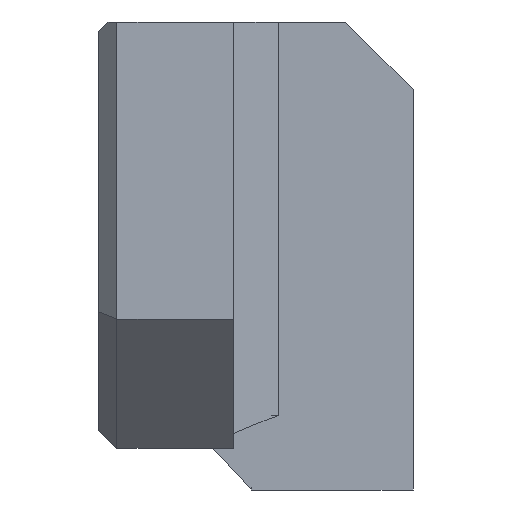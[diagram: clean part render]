
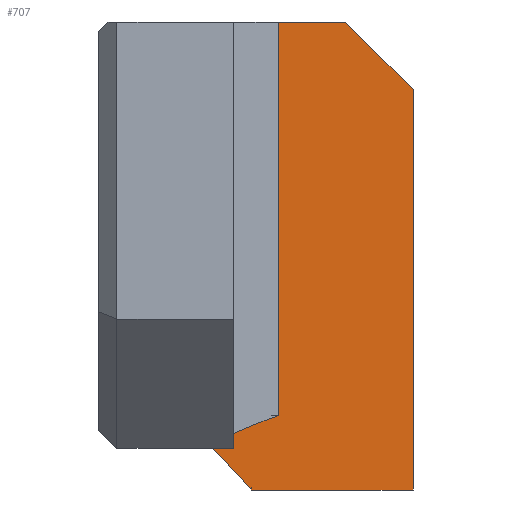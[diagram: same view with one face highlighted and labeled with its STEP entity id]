
A CAD part, left-side view. The second image highlights one B-rep face of the part: STEP entity #707.
In plain terms, the highlighted planar face has unit normal (-1, 0, 0).
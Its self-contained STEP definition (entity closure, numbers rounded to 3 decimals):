
#36=(
BOUNDED_CURVE()
B_SPLINE_CURVE(2,(#1080,#1081,#1082),.UNSPECIFIED.,.F.,.F.)
B_SPLINE_CURVE_WITH_KNOTS((3,3),(0.625,0.743),
 .UNSPECIFIED.)
CURVE()
GEOMETRIC_REPRESENTATION_ITEM()
RATIONAL_B_SPLINE_CURVE((1.028,1.026,1.023))
REPRESENTATION_ITEM('')
);
#43=PLANE('',#771);
#74=FACE_OUTER_BOUND('',#117,.T.);
#117=EDGE_LOOP('',(#509,#510,#511,#512,#513,#514,#515,#516,#517));
#164=LINE('',#1060,#233);
#166=LINE('',#1064,#235);
#168=LINE('',#1070,#237);
#169=LINE('',#1072,#238);
#170=LINE('',#1074,#239);
#171=LINE('',#1076,#240);
#172=LINE('',#1078,#241);
#173=LINE('',#1083,#242);
#233=VECTOR('',#857,10.);
#235=VECTOR('',#861,10.);
#237=VECTOR('',#867,10.);
#238=VECTOR('',#868,10.);
#239=VECTOR('',#869,10.);
#240=VECTOR('',#870,10.);
#241=VECTOR('',#871,10.);
#242=VECTOR('',#872,10.);
#328=VERTEX_POINT('',#1057);
#329=VERTEX_POINT('',#1059);
#330=VERTEX_POINT('',#1063);
#332=VERTEX_POINT('',#1069);
#333=VERTEX_POINT('',#1071);
#334=VERTEX_POINT('',#1073);
#335=VERTEX_POINT('',#1075);
#336=VERTEX_POINT('',#1077);
#337=VERTEX_POINT('',#1079);
#395=EDGE_CURVE('',#328,#329,#164,.T.);
#397=EDGE_CURVE('',#330,#329,#166,.T.);
#400=EDGE_CURVE('',#332,#328,#168,.T.);
#401=EDGE_CURVE('',#333,#332,#169,.T.);
#402=EDGE_CURVE('',#333,#334,#170,.T.);
#403=EDGE_CURVE('',#335,#334,#171,.T.);
#404=EDGE_CURVE('',#335,#336,#172,.T.);
#405=EDGE_CURVE('',#337,#336,#36,.T.);
#406=EDGE_CURVE('',#337,#330,#173,.T.);
#509=ORIENTED_EDGE('',*,*,#395,.F.);
#510=ORIENTED_EDGE('',*,*,#400,.F.);
#511=ORIENTED_EDGE('',*,*,#401,.F.);
#512=ORIENTED_EDGE('',*,*,#402,.T.);
#513=ORIENTED_EDGE('',*,*,#403,.F.);
#514=ORIENTED_EDGE('',*,*,#404,.T.);
#515=ORIENTED_EDGE('',*,*,#405,.F.);
#516=ORIENTED_EDGE('',*,*,#406,.T.);
#517=ORIENTED_EDGE('',*,*,#397,.T.);
#707=ADVANCED_FACE('',(#74),#43,.T.);
#771=AXIS2_PLACEMENT_3D('',#1068,#865,#866);
#857=DIRECTION('',(0.,-0.707,-0.707));
#861=DIRECTION('',(0.,0.,1.));
#865=DIRECTION('center_axis',(-1.,0.,0.));
#866=DIRECTION('ref_axis',(0.,0.,-1.));
#867=DIRECTION('',(0.,-1.,0.));
#868=DIRECTION('',(0.,0.,1.));
#869=DIRECTION('',(0.,1.,0.));
#870=DIRECTION('',(0.,0.,1.));
#871=DIRECTION('',(0.,-1.,0.));
#872=DIRECTION('',(0.,-1.,0.));
#1057=CARTESIAN_POINT('',(-2.95,1.5,49.));
#1059=CARTESIAN_POINT('',(-2.95,0.,47.5));
#1060=CARTESIAN_POINT('',(-2.95,2.5,50.));
#1063=CARTESIAN_POINT('',(-2.95,0.,38.575));
#1064=CARTESIAN_POINT('',(-2.95,0.,46.394));
#1068=CARTESIAN_POINT('Origin',(-2.95,7.,49.));
#1069=CARTESIAN_POINT('',(-2.95,3.,49.));
#1070=CARTESIAN_POINT('',(-2.95,7.,49.));
#1071=CARTESIAN_POINT('',(-2.95,3.,40.232));
#1072=CARTESIAN_POINT('',(-2.95,3.,46.625));
#1073=CARTESIAN_POINT('',(-2.95,6.599,40.232));
#1074=CARTESIAN_POINT('',(-2.95,7.,40.232));
#1075=CARTESIAN_POINT('',(-2.95,6.599,39.541));
#1076=CARTESIAN_POINT('',(-2.95,6.599,46.625));
#1077=CARTESIAN_POINT('',(-2.95,4.5,39.541));
#1078=CARTESIAN_POINT('',(-2.95,7.,39.541));
#1079=CARTESIAN_POINT('',(-2.95,3.6,38.575));
#1080=CARTESIAN_POINT('Ctrl Pts',(-2.95,3.6,38.575));
#1081=CARTESIAN_POINT('Ctrl Pts',(-2.95,4.03,39.039));
#1082=CARTESIAN_POINT('Ctrl Pts',(-2.95,4.5,39.541));
#1083=CARTESIAN_POINT('',(-2.95,7.,38.575));
